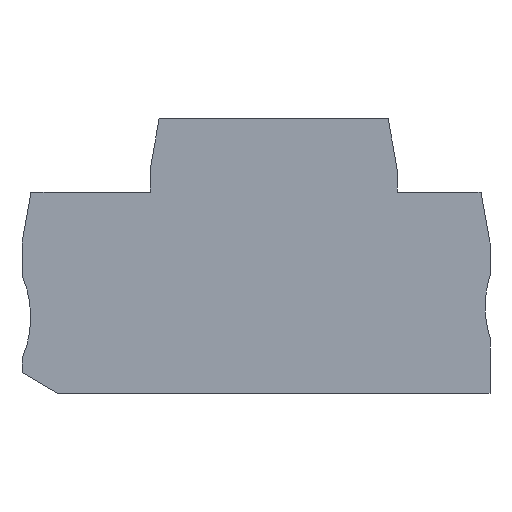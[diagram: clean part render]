
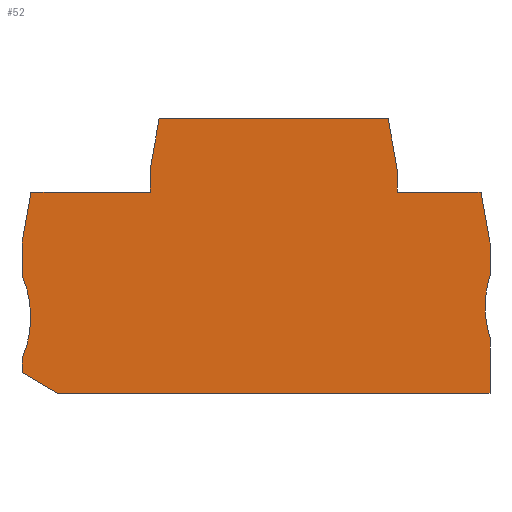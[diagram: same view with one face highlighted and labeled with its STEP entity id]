
A CAD part, left-side view. The second image highlights one B-rep face of the part: STEP entity #52.
In plain terms, the highlighted planar face has unit normal (-1, 0, 0).
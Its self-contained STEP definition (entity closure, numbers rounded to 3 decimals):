
#52=ADVANCED_FACE('',(#115),#116,.T.);
#115=FACE_OUTER_BOUND('',#186,.T.);
#116=PLANE('',#187);
#186=EDGE_LOOP('',(#266,#267,#268,#269,#270,#271,#272,#273,#274,#275,#276,#277,#278,#279,#280,#281,#282,#283,#284));
#187=AXIS2_PLACEMENT_3D('',#285,#286,#287);
#266=ORIENTED_EDGE('',*,*,#456,.T.);
#267=ORIENTED_EDGE('',*,*,#457,.T.);
#268=ORIENTED_EDGE('',*,*,#458,.F.);
#269=ORIENTED_EDGE('',*,*,#444,.F.);
#270=ORIENTED_EDGE('',*,*,#459,.T.);
#271=ORIENTED_EDGE('',*,*,#460,.T.);
#272=ORIENTED_EDGE('',*,*,#461,.T.);
#273=ORIENTED_EDGE('',*,*,#462,.T.);
#274=ORIENTED_EDGE('',*,*,#463,.T.);
#275=ORIENTED_EDGE('',*,*,#453,.T.);
#276=ORIENTED_EDGE('',*,*,#464,.T.);
#277=ORIENTED_EDGE('',*,*,#465,.T.);
#278=ORIENTED_EDGE('',*,*,#466,.T.);
#279=ORIENTED_EDGE('',*,*,#467,.T.);
#280=ORIENTED_EDGE('',*,*,#468,.T.);
#281=ORIENTED_EDGE('',*,*,#447,.T.);
#282=ORIENTED_EDGE('',*,*,#469,.T.);
#283=ORIENTED_EDGE('',*,*,#470,.T.);
#284=ORIENTED_EDGE('',*,*,#471,.T.);
#285=CARTESIAN_POINT('',(0.0,8.29,17.404));
#286=DIRECTION('',(-1.0,0.,0.));
#287=DIRECTION('',(0.,0.,-1.0));
#444=EDGE_CURVE('',#525,#521,#527,.T.);
#447=EDGE_CURVE('',#532,#529,#533,.T.);
#453=EDGE_CURVE('',#543,#541,#544,.T.);
#456=EDGE_CURVE('',#547,#548,#549,.T.);
#457=EDGE_CURVE('',#548,#550,#551,.T.);
#458=EDGE_CURVE('',#521,#550,#552,.T.);
#459=EDGE_CURVE('',#525,#553,#554,.T.);
#460=EDGE_CURVE('',#553,#555,#556,.T.);
#461=EDGE_CURVE('',#555,#557,#558,.T.);
#462=EDGE_CURVE('',#557,#559,#560,.T.);
#463=EDGE_CURVE('',#559,#543,#561,.T.);
#464=EDGE_CURVE('',#541,#562,#563,.T.);
#465=EDGE_CURVE('',#562,#564,#565,.T.);
#466=EDGE_CURVE('',#564,#566,#567,.T.);
#467=EDGE_CURVE('',#566,#568,#569,.T.);
#468=EDGE_CURVE('',#568,#532,#570,.T.);
#469=EDGE_CURVE('',#529,#571,#572,.T.);
#470=EDGE_CURVE('',#571,#573,#574,.T.);
#471=EDGE_CURVE('',#573,#547,#575,.T.);
#521=VERTEX_POINT('',#638);
#525=VERTEX_POINT('',#643);
#527=CIRCLE('',#646,15.0);
#529=VERTEX_POINT('',#648);
#532=VERTEX_POINT('',#652);
#533=CIRCLE('',#653,15.0);
#541=VERTEX_POINT('',#663);
#543=VERTEX_POINT('',#666);
#544=LINE('',#667,#668);
#547=VERTEX_POINT('',#672);
#548=VERTEX_POINT('',#673);
#549=LINE('',#674,#675);
#550=VERTEX_POINT('',#676);
#551=LINE('',#677,#678);
#552=CIRCLE('',#679,15.0);
#553=VERTEX_POINT('',#680);
#554=LINE('',#681,#682);
#555=VERTEX_POINT('',#683);
#556=LINE('',#684,#685);
#557=VERTEX_POINT('',#686);
#558=LINE('',#687,#688);
#559=VERTEX_POINT('',#689);
#560=LINE('',#690,#691);
#561=LINE('',#692,#693);
#562=VERTEX_POINT('',#694);
#563=LINE('',#695,#696);
#564=VERTEX_POINT('',#697);
#565=LINE('',#698,#699);
#566=VERTEX_POINT('',#700);
#567=LINE('',#701,#702);
#568=VERTEX_POINT('',#703);
#569=LINE('',#704,#705);
#570=LINE('',#706,#707);
#571=VERTEX_POINT('',#708);
#572=CIRCLE('',#709,15.0);
#573=VERTEX_POINT('',#710);
#574=LINE('',#711,#712);
#575=LINE('',#713,#714);
#638=CARTESIAN_POINT('',(0.,0.691,12.5));
#643=CARTESIAN_POINT('',(0.0,0.0,17.));
#646=AXIS2_PLACEMENT_3D('',#807,#808,#809);
#648=CARTESIAN_POINT('',(0.,66.298,11.));
#652=CARTESIAN_POINT('',(0.0,67.55,17.));
#653=AXIS2_PLACEMENT_3D('',#811,#812,#813);
#663=CARTESIAN_POINT('',(0.0,47.754,39.65));
#666=CARTESIAN_POINT('',(0.0,14.696,39.65));
#667=CARTESIAN_POINT('',(0.0,57.073,39.65));
#668=VECTOR('',#820,1.0);
#672=CARTESIAN_POINT('',(0.0,62.445,0.));
#673=CARTESIAN_POINT('',(0.0,0.0,0.));
#674=CARTESIAN_POINT('',(0.0,57.073,0.));
#675=VECTOR('',#822,1.0);
#676=CARTESIAN_POINT('',(0.0,0.0,8.));
#677=CARTESIAN_POINT('',(0.0,0.0,26.257));
#678=VECTOR('',#823,1.0);
#679=AXIS2_PLACEMENT_3D('',#824,#825,#826);
#680=CARTESIAN_POINT('',(0.0,0.0,21.7));
#681=CARTESIAN_POINT('',(0.0,0.0,26.257));
#682=VECTOR('',#827,1.0);
#683=CARTESIAN_POINT('',(0.0,1.296,29.05));
#684=CARTESIAN_POINT('',(0.0,0.804,26.257));
#685=VECTOR('',#828,1.0);
#686=CARTESIAN_POINT('',(0.0,13.4,29.05));
#687=CARTESIAN_POINT('',(0.0,57.073,29.05));
#688=VECTOR('',#829,1.0);
#689=CARTESIAN_POINT('',(0.0,13.4,32.3));
#690=CARTESIAN_POINT('',(0.0,13.4,26.257));
#691=VECTOR('',#830,1.0);
#692=CARTESIAN_POINT('',(0.0,12.334,26.257));
#693=VECTOR('',#831,1.0);
#694=CARTESIAN_POINT('',(0.0,49.05,32.3));
#695=CARTESIAN_POINT('',(0.0,50.116,26.257));
#696=VECTOR('',#832,1.0);
#697=CARTESIAN_POINT('',(0.0,49.05,29.05));
#698=CARTESIAN_POINT('',(0.0,49.05,26.257));
#699=VECTOR('',#833,1.0);
#700=CARTESIAN_POINT('',(0.0,66.254,29.05));
#701=CARTESIAN_POINT('',(0.0,57.073,29.05));
#702=VECTOR('',#834,1.0);
#703=CARTESIAN_POINT('',(0.0,67.55,21.7));
#704=CARTESIAN_POINT('',(0.0,66.746,26.257));
#705=VECTOR('',#835,1.0);
#706=CARTESIAN_POINT('',(0.0,67.55,26.257));
#707=VECTOR('',#836,1.0);
#708=CARTESIAN_POINT('',(0.0,67.55,5.));
#709=AXIS2_PLACEMENT_3D('',#837,#838,#839);
#710=CARTESIAN_POINT('',(0.0,67.55,3.));
#711=CARTESIAN_POINT('',(0.0,67.55,26.257));
#712=VECTOR('',#840,1.0);
#713=CARTESIAN_POINT('',(0.0,57.073,-3.157));
#714=VECTOR('',#841,1.0);
#807=CARTESIAN_POINT('',(0.0,-14.309,12.5));
#808=DIRECTION('',(-1.0,0.,0.));
#809=DIRECTION('',(0.,-1.0,0.));
#811=CARTESIAN_POINT('',(0.0,81.298,11.));
#812=DIRECTION('',(1.0,0.,0.));
#813=DIRECTION('',(0.,1.0,0.));
#820=DIRECTION('',(0.,1.0,0.));
#822=DIRECTION('',(0.,-1.0,0.));
#823=DIRECTION('',(0.,0.,1.0));
#824=CARTESIAN_POINT('',(0.0,-14.309,12.5));
#825=DIRECTION('',(-1.0,0.,0.));
#826=DIRECTION('',(0.,-1.0,0.));
#827=DIRECTION('',(0.,0.,1.0));
#828=DIRECTION('',(0.,0.174,0.985));
#829=DIRECTION('',(0.,1.0,0.));
#830=DIRECTION('',(0.,0.,1.0));
#831=DIRECTION('',(0.,0.174,0.985));
#832=DIRECTION('',(0.,0.174,-0.985));
#833=DIRECTION('',(0.,0.,-1.0));
#834=DIRECTION('',(0.,1.0,0.));
#835=DIRECTION('',(0.,0.174,-0.985));
#836=DIRECTION('',(0.,0.,-1.0));
#837=CARTESIAN_POINT('',(0.0,81.298,11.));
#838=DIRECTION('',(1.0,0.,0.));
#839=DIRECTION('',(0.,1.0,0.));
#840=DIRECTION('',(0.,0.,-1.0));
#841=DIRECTION('',(0.,-0.862,-0.507));
